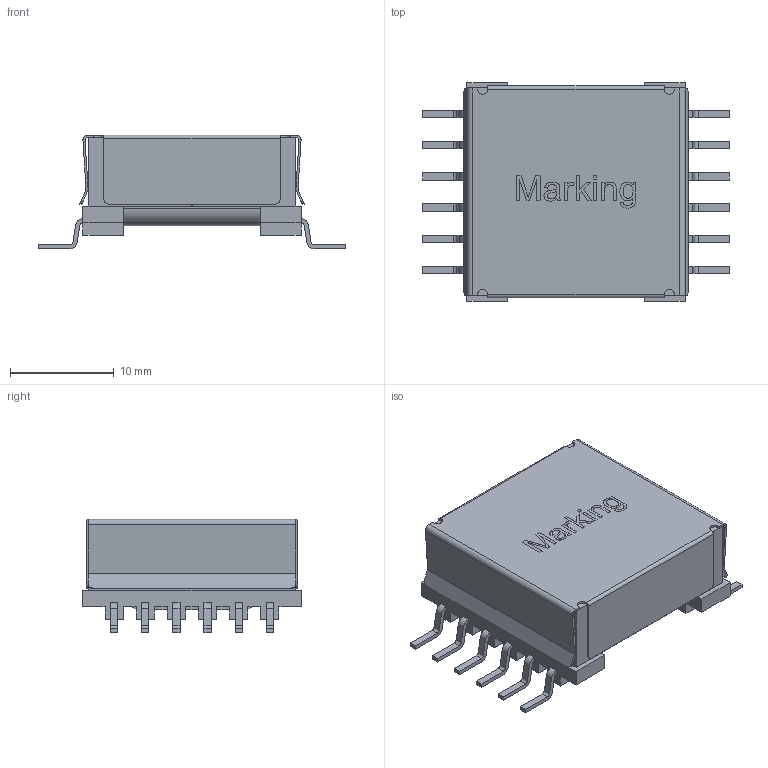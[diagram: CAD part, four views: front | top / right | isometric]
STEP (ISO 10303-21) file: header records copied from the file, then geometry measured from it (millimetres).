
FILE_DESCRIPTION(/* description */ ('Unknown'),/* implementation_level */ '2;1');
FILE_NAME(/* name */ 'T_Wurth_WE-FLEXHV-EFD20',/* time_stamp */ '2025-09-15T17:15:44+08:00',/* author */ ('Unknown'),/* organization */ ('Unknown'),/* preprocessor_version */ 'ST-DEVELOPER v19.4',/* originating_system */ 'Solid Edge',/* authorisation */ 'Unknown');
FILE_SCHEMA (('AUTOMOTIVE_DESIGN {1 0 10303 214 3 1 1}'));
Length unit declared in the file: millimetre
Products named in the file (2): T_Wurth_WE-FLEXHV-EFD20
Assembly tree (1 placements, depth 2):
  T_Wurth_WE-FLEXHV-EFD20
    T_Wurth_WE-FLEXHV-EFD20
Bounding box: 29.5 x 21 x 10.93 mm (x, y, z)
Volume: 2972.7 mm3; surface area: 5355 mm2
Topology: 4 solids, 4 shells, 448 faces, 1220 edges, 804 vertices
Faces by surface type: plane 324, cylinder 109, bspline 15
Entity records: 17549 total; most frequent: CARTESIAN_POINT 3486, ORIENTED_EDGE 2438, DIRECTION 2187, EDGE_CURVE 1219, LINE 869, VECTOR 869, VERTEX_POINT 804, AXIS2_PLACEMENT_3D 659
